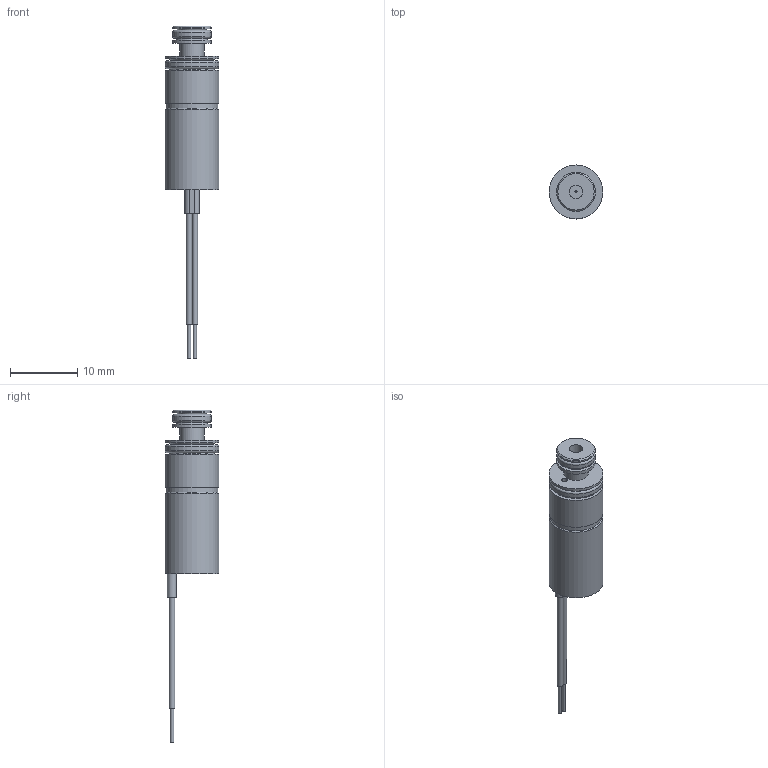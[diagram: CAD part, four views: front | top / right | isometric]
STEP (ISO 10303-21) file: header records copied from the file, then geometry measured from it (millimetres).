
FILE_DESCRIPTION(/* description */ ('STEP AP214'),/* implementation_level */ '2;1');
FILE_NAME(/* name */ '8186784_VPWS-0_3-B-6-PC8-10-V',/* time_stamp */ '2024-09-17T04:17:12+02:00',/* author */ ('License CC BY-ND 4.0'),/* organization */ ('CADENAS'),/* preprocessor_version */ 'ST-DEVELOPER v19.3',/* originating_system */ 'PARTsolutions',/* authorisation */ ' ');
FILE_SCHEMA (('AUTOMOTIVE_DESIGN {1 0 10303 214 3 1 1}'));
Length unit declared in the file: millimetre
Products named in the file (1): 8186784 VPWS-0.3-B-6-PC8-10-V---(high)
Bounding box: 8 x 8 x 49.33 mm (x, y, z)
Volume: 1075 mm3; surface area: 960.1 mm2
Topology: 1 solids, 1 shells, 57 faces, 96 edges, 61 vertices
Faces by surface type: plane 24, cylinder 23, torus 8, cone 2
Full cylindrical faces by diameter (mm): 0.3 x1, 0.5 x2, 0.8 x4, 2 x1, 3.6 x1, 4.3 x2, 5.8 x3, 6.5 x2, 7.7 x1, 8 x4
Entity records: 1605 total; most frequent: DIRECTION 234, CARTESIAN_POINT 180, ORIENTED_EDGE 126, AXIS2_PLACEMENT_3D 113, EDGE_LOOP 108, FACE_BOUND 108, EDGE_CURVE 63, VERTEX_POINT 59
